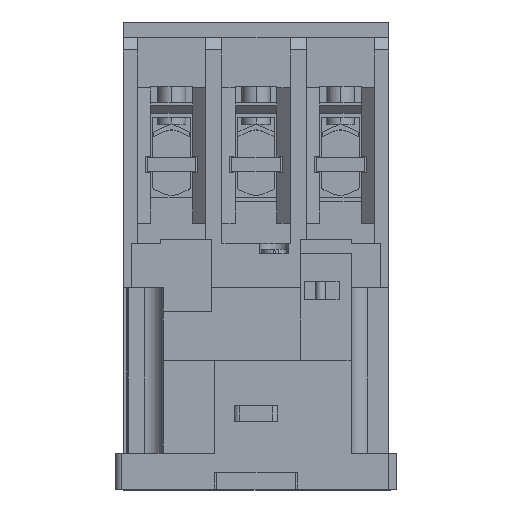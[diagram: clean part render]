
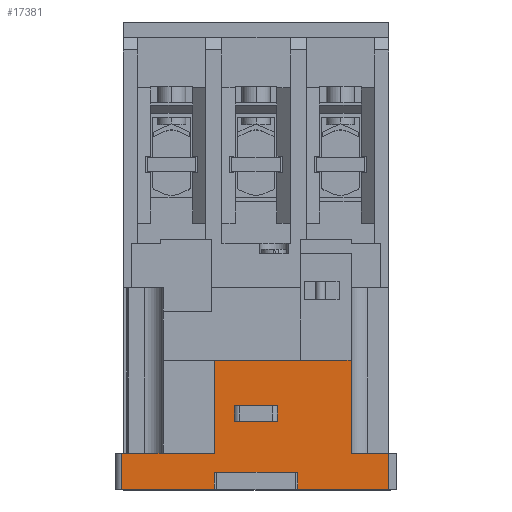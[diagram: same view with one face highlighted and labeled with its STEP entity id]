
A CAD part, top view. The second image highlights one B-rep face of the part: STEP entity #17381.
In plain terms, the highlighted planar face has unit normal (0, 0, 1).
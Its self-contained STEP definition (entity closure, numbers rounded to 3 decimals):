
#633=DIRECTION('',(1.,0.,0.));
#634=VECTOR('',#633,12.505);
#635=CARTESIAN_POINT('',(11.075,32.,49.9));
#636=LINE('',#635,#634);
#637=DIRECTION('',(0.,-1.,0.));
#638=VECTOR('',#637,23.);
#639=CARTESIAN_POINT('',(23.58,32.,49.9));
#640=LINE('',#639,#638);
#641=DIRECTION('',(0.,-1.,0.));
#642=VECTOR('',#641,9.);
#643=CARTESIAN_POINT('',(32.85,9.,49.9));
#644=LINE('',#643,#642);
#645=DIRECTION('',(-1.,0.,0.));
#646=VECTOR('',#645,22.55);
#647=CARTESIAN_POINT('',(32.85,0.,49.9));
#648=LINE('',#647,#646);
#649=DIRECTION('',(-1.,0.,0.));
#650=VECTOR('',#649,19.6);
#651=CARTESIAN_POINT('',(9.8,4.2,49.9));
#652=LINE('',#651,#650);
#653=DIRECTION('',(-1.,0.,0.));
#654=VECTOR('',#653,6.05);
#655=CARTESIAN_POINT('',(3.025,18.85,49.9));
#656=LINE('',#655,#654);
#657=DIRECTION('',(1.,0.,0.));
#658=VECTOR('',#657,0.5);
#659=CARTESIAN_POINT('',(9.8,4.2,49.9));
#660=LINE('',#659,#658);
#685=DIRECTION('',(1.,0.,0.));
#686=VECTOR('',#685,0.5);
#687=CARTESIAN_POINT('',(-10.3,4.2,49.9));
#688=LINE('',#687,#686);
#821=DIRECTION('',(0.,-1.,0.));
#822=VECTOR('',#821,4.2);
#823=CARTESIAN_POINT('',(10.3,4.2,49.9));
#824=LINE('',#823,#822);
#1059=DIRECTION('',(-1.,0.,0.));
#1060=VECTOR('',#1059,9.27);
#1061=CARTESIAN_POINT('',(32.85,9.,49.9));
#1062=LINE('',#1061,#1060);
#3637=DIRECTION('',(-1.,0.,0.));
#3638=VECTOR('',#3637,21.35);
#3639=CARTESIAN_POINT('',(11.075,32.,49.9));
#3640=LINE('',#3639,#3638);
#3661=DIRECTION('',(0.,-1.,0.));
#3662=VECTOR('',#3661,23.);
#3663=CARTESIAN_POINT('',(-10.275,32.,49.9));
#3664=LINE('',#3663,#3662);
#3700=DIRECTION('',(-1.,0.,0.));
#3701=VECTOR('',#3700,23.075);
#3702=CARTESIAN_POINT('',(-10.275,9.,49.9));
#3703=LINE('',#3702,#3701);
#3759=DIRECTION('',(0.,-1.,0.));
#3760=VECTOR('',#3759,9.);
#3761=CARTESIAN_POINT('',(-33.35,9.,49.9));
#3762=LINE('',#3761,#3760);
#3776=DIRECTION('',(1.,0.,0.));
#3777=VECTOR('',#3776,23.05);
#3778=CARTESIAN_POINT('',(-33.35,0.,49.9));
#3779=LINE('',#3778,#3777);
#3855=DIRECTION('',(0.,1.,0.));
#3856=VECTOR('',#3855,4.2);
#3857=CARTESIAN_POINT('',(-10.3,0.,49.9));
#3858=LINE('',#3857,#3856);
#11819=DIRECTION('',(-1.,0.,0.));
#11820=VECTOR('',#11819,10.75);
#11821=CARTESIAN_POINT('',(5.375,16.85,49.9));
#11822=LINE('',#11821,#11820);
#11841=DIRECTION('',(0.,1.,0.));
#11842=VECTOR('',#11841,3.9);
#11843=CARTESIAN_POINT('',(-5.375,16.85,49.9));
#11844=LINE('',#11843,#11842);
#11863=DIRECTION('',(1.,0.,0.));
#11864=VECTOR('',#11863,2.35);
#11865=CARTESIAN_POINT('',(-5.375,20.75,49.9));
#11866=LINE('',#11865,#11864);
#11867=DIRECTION('',(1.,0.,0.));
#11868=VECTOR('',#11867,2.35);
#11869=CARTESIAN_POINT('',(3.025,20.75,49.9));
#11870=LINE('',#11869,#11868);
#11871=DIRECTION('',(0.,-1.,0.));
#11872=VECTOR('',#11871,3.9);
#11873=CARTESIAN_POINT('',(5.375,20.75,49.9));
#11874=LINE('',#11873,#11872);
#11907=DIRECTION('',(0.,-1.,0.));
#11908=VECTOR('',#11907,1.9);
#11909=CARTESIAN_POINT('',(-3.025,20.75,49.9));
#11910=LINE('',#11909,#11908);
#11947=DIRECTION('',(0.,1.,0.));
#11948=VECTOR('',#11947,1.9);
#11949=CARTESIAN_POINT('',(3.025,18.85,49.9));
#11950=LINE('',#11949,#11948);
#13060=CARTESIAN_POINT('',(32.85,9.,49.9));
#13061=CARTESIAN_POINT('',(32.85,0.,49.9));
#13062=VERTEX_POINT('',#13060);
#13063=VERTEX_POINT('',#13061);
#13118=CARTESIAN_POINT('',(-10.3,4.2,49.9));
#13119=CARTESIAN_POINT('',(-9.8,4.2,49.9));
#13120=VERTEX_POINT('',#13118);
#13121=VERTEX_POINT('',#13119);
#13122=CARTESIAN_POINT('',(-10.3,0.,49.9));
#13123=VERTEX_POINT('',#13122);
#13124=CARTESIAN_POINT('',(-33.35,0.,49.9));
#13125=VERTEX_POINT('',#13124);
#13126=CARTESIAN_POINT('',(-33.35,9.,49.9));
#13127=VERTEX_POINT('',#13126);
#13128=CARTESIAN_POINT('',(-10.275,9.,49.9));
#13129=VERTEX_POINT('',#13128);
#13130=CARTESIAN_POINT('',(-10.275,32.,49.9));
#13131=VERTEX_POINT('',#13130);
#13132=CARTESIAN_POINT('',(11.075,32.,49.9));
#13133=VERTEX_POINT('',#13132);
#13134=CARTESIAN_POINT('',(23.58,32.,49.9));
#13135=VERTEX_POINT('',#13134);
#13136=CARTESIAN_POINT('',(23.58,9.,49.9));
#13137=VERTEX_POINT('',#13136);
#13138=CARTESIAN_POINT('',(10.3,0.,49.9));
#13139=VERTEX_POINT('',#13138);
#13140=CARTESIAN_POINT('',(10.3,4.2,49.9));
#13141=VERTEX_POINT('',#13140);
#13142=CARTESIAN_POINT('',(9.8,4.2,49.9));
#13143=VERTEX_POINT('',#13142);
#13144=CARTESIAN_POINT('',(5.375,16.85,49.9));
#13145=CARTESIAN_POINT('',(-5.375,16.85,49.9));
#13146=VERTEX_POINT('',#13144);
#13147=VERTEX_POINT('',#13145);
#13148=CARTESIAN_POINT('',(5.375,20.75,49.9));
#13149=VERTEX_POINT('',#13148);
#13150=CARTESIAN_POINT('',(3.025,20.75,49.9));
#13151=VERTEX_POINT('',#13150);
#13152=CARTESIAN_POINT('',(3.025,18.85,49.9));
#13153=VERTEX_POINT('',#13152);
#13154=CARTESIAN_POINT('',(-3.025,18.85,49.9));
#13155=VERTEX_POINT('',#13154);
#13156=CARTESIAN_POINT('',(-3.025,20.75,49.9));
#13157=VERTEX_POINT('',#13156);
#13158=CARTESIAN_POINT('',(-5.375,20.75,49.9));
#13159=VERTEX_POINT('',#13158);
#17327=CARTESIAN_POINT('',(-0.25,16.,49.9));
#17328=DIRECTION('',(0.,0.,1.));
#17329=DIRECTION('',(-1.,0.,0.));
#17330=AXIS2_PLACEMENT_3D('',#17327,#17328,#17329);
#17331=PLANE('',#17330);
#17333=ORIENTED_EDGE('',*,*,#17332,.F.);
#17335=ORIENTED_EDGE('',*,*,#17334,.F.);
#17337=ORIENTED_EDGE('',*,*,#17336,.F.);
#17339=ORIENTED_EDGE('',*,*,#17338,.F.);
#17341=ORIENTED_EDGE('',*,*,#17340,.F.);
#17343=ORIENTED_EDGE('',*,*,#17342,.F.);
#17345=ORIENTED_EDGE('',*,*,#17344,.F.);
#17347=ORIENTED_EDGE('',*,*,#17346,.T.);
#17349=ORIENTED_EDGE('',*,*,#17348,.T.);
#17351=ORIENTED_EDGE('',*,*,#17350,.F.);
#17352=ORIENTED_EDGE('',*,*,#17257,.T.);
#17354=ORIENTED_EDGE('',*,*,#17353,.T.);
#17356=ORIENTED_EDGE('',*,*,#17355,.F.);
#17358=ORIENTED_EDGE('',*,*,#17357,.F.);
#17360=ORIENTED_EDGE('',*,*,#17359,.T.);
#17361=EDGE_LOOP('',(#17333,#17335,#17337,#17339,#17341,#17343,#17345,#17347,
#17349,#17351,#17352,#17354,#17356,#17358,#17360));
#17362=FACE_OUTER_BOUND('',#17361,.F.);
#17364=ORIENTED_EDGE('',*,*,#17363,.F.);
#17366=ORIENTED_EDGE('',*,*,#17365,.F.);
#17368=ORIENTED_EDGE('',*,*,#17367,.F.);
#17370=ORIENTED_EDGE('',*,*,#17369,.F.);
#17372=ORIENTED_EDGE('',*,*,#17371,.T.);
#17374=ORIENTED_EDGE('',*,*,#17373,.F.);
#17376=ORIENTED_EDGE('',*,*,#17375,.F.);
#17378=ORIENTED_EDGE('',*,*,#17377,.F.);
#17379=EDGE_LOOP('',(#17364,#17366,#17368,#17370,#17372,#17374,#17376,#17378));
#17380=FACE_BOUND('',#17379,.F.);
#17257=EDGE_CURVE('',#13062,#13063,#644,.T.);
#17332=EDGE_CURVE('',#13120,#13121,#688,.T.);
#17334=EDGE_CURVE('',#13123,#13120,#3858,.T.);
#17336=EDGE_CURVE('',#13125,#13123,#3779,.T.);
#17338=EDGE_CURVE('',#13127,#13125,#3762,.T.);
#17340=EDGE_CURVE('',#13129,#13127,#3703,.T.);
#17342=EDGE_CURVE('',#13131,#13129,#3664,.T.);
#17344=EDGE_CURVE('',#13133,#13131,#3640,.T.);
#17346=EDGE_CURVE('',#13133,#13135,#636,.T.);
#17348=EDGE_CURVE('',#13135,#13137,#640,.T.);
#17350=EDGE_CURVE('',#13062,#13137,#1062,.T.);
#17353=EDGE_CURVE('',#13063,#13139,#648,.T.);
#17355=EDGE_CURVE('',#13141,#13139,#824,.T.);
#17357=EDGE_CURVE('',#13143,#13141,#660,.T.);
#17359=EDGE_CURVE('',#13143,#13121,#652,.T.);
#17363=EDGE_CURVE('',#13146,#13147,#11822,.T.);
#17365=EDGE_CURVE('',#13149,#13146,#11874,.T.);
#17367=EDGE_CURVE('',#13151,#13149,#11870,.T.);
#17369=EDGE_CURVE('',#13153,#13151,#11950,.T.);
#17371=EDGE_CURVE('',#13153,#13155,#656,.T.);
#17373=EDGE_CURVE('',#13157,#13155,#11910,.T.);
#17375=EDGE_CURVE('',#13159,#13157,#11866,.T.);
#17377=EDGE_CURVE('',#13147,#13159,#11844,.T.);
#17381=ADVANCED_FACE('',(#17362,#17380),#17331,.T.);
